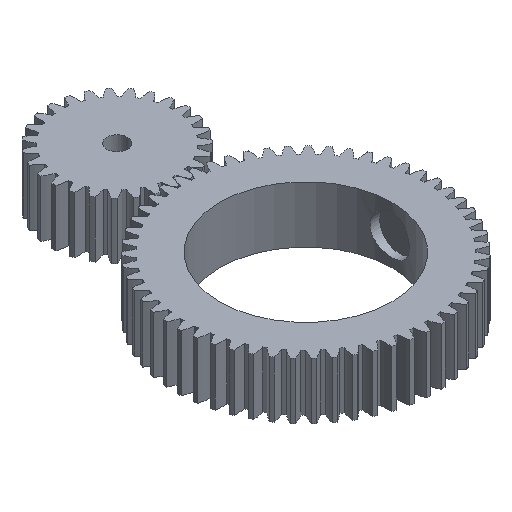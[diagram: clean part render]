
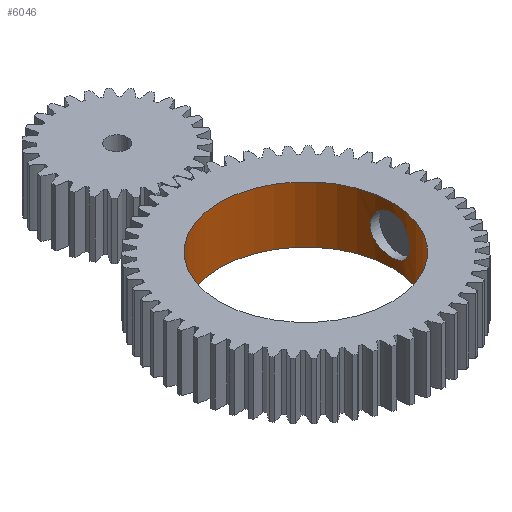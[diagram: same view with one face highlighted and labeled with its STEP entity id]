
A CAD part, isometric view. The second image highlights one B-rep face of the part: STEP entity #6046.
In plain terms, the highlighted cylindrical face has radius 14.5 mm (diameter 29 mm), a full revolution.
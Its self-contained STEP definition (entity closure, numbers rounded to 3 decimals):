
#33=FACE_BOUND('',#377,.T.);
#38=FACE_OUTER_BOUND('',#376,.T.);
#376=EDGE_LOOP('',(#3716,#3717,#3718,#3719,#3720,#3721,#3722,#3723,#3724));
#377=EDGE_LOOP('',(#3725));
#719=B_SPLINE_CURVE_WITH_KNOTS('',3,(#9765,#9766,#9767,#9768,#9769,#9770,
#9771,#9772,#9773,#9774),.UNSPECIFIED.,.F.,.F.,(4,2,2,2,4),(0.,0.125,
0.25,0.374,0.499),.UNSPECIFIED.);
#720=B_SPLINE_CURVE_WITH_KNOTS('',3,(#9776,#9777,#9778,#9779,#9780,#9781,
#9782,#9783,#9784,#9785),.UNSPECIFIED.,.F.,.F.,(4,2,2,2,4),(1.497,
1.622,1.747,1.871,1.996),
 .UNSPECIFIED.);
#721=B_SPLINE_CURVE_WITH_KNOTS('',3,(#9789,#9790,#9791,#9792,#9793,#9794,
#9795,#9796,#9797,#9798,#9799,#9800,#9801,#9802,#9803,#9804,#9805,#9806),
 .UNSPECIFIED.,.F.,.F.,(4,2,2,2,2,2,2,2,4),(0.499,0.624,
0.749,0.873,0.998,1.123,1.248,
1.372,1.497),.UNSPECIFIED.);
#722=B_SPLINE_CURVE_WITH_KNOTS('',3,(#9808,#9809,#9810,#9811,#9812,#9813,
#9814,#9815,#9816,#9817,#9818,#9819,#9820,#9821,#9822,#9823,#9824,#9825,
#9826,#9827,#9828,#9829,#9830,#9831,#9832,#9833,#9834,#9835,#9836,#9837,
#9838,#9839,#9840,#9841),.UNSPECIFIED.,.T.,.F.,(4,2,2,2,2,2,2,2,2,2,2,2,
2,2,2,2,4),(0.,0.125,0.25,0.374,0.499,
0.624,0.749,0.873,0.998,
1.123,1.248,1.372,1.497,1.622,
1.747,1.871,1.996),.UNSPECIFIED.);
#723=LINE('',#9763,#1056);
#724=LINE('',#9787,#1057);
#1056=VECTOR('',#7422,14.5);
#1057=VECTOR('',#7423,14.5);
#1389=CIRCLE('',#6412,14.5);
#1390=CIRCLE('',#6413,14.5);
#2051=VERTEX_POINT('',#9760);
#2052=VERTEX_POINT('',#9762);
#2053=VERTEX_POINT('',#9764);
#2054=VERTEX_POINT('',#9775);
#2055=VERTEX_POINT('',#9786);
#2056=VERTEX_POINT('',#9807);
#2717=EDGE_CURVE('',#2051,#2051,#1389,.T.);
#2718=EDGE_CURVE('',#2051,#2052,#723,.T.);
#2719=EDGE_CURVE('',#2053,#2052,#719,.T.);
#2720=EDGE_CURVE('',#2054,#2053,#720,.T.);
#2721=EDGE_CURVE('',#2054,#2055,#724,.T.);
#2722=EDGE_CURVE('',#2055,#2055,#1390,.T.);
#2723=EDGE_CURVE('',#2052,#2054,#721,.T.);
#2724=EDGE_CURVE('',#2056,#2056,#722,.T.);
#3716=ORIENTED_EDGE('',*,*,#2717,.F.);
#3717=ORIENTED_EDGE('',*,*,#2718,.T.);
#3718=ORIENTED_EDGE('',*,*,#2719,.F.);
#3719=ORIENTED_EDGE('',*,*,#2720,.F.);
#3720=ORIENTED_EDGE('',*,*,#2721,.T.);
#3721=ORIENTED_EDGE('',*,*,#2722,.F.);
#3722=ORIENTED_EDGE('',*,*,#2721,.F.);
#3723=ORIENTED_EDGE('',*,*,#2723,.F.);
#3724=ORIENTED_EDGE('',*,*,#2718,.F.);
#3725=ORIENTED_EDGE('',*,*,#2724,.F.);
#5714=CYLINDRICAL_SURFACE('',#6411,14.5);
#6046=ADVANCED_FACE('',(#38,#33),#5714,.F.);
#6411=AXIS2_PLACEMENT_3D('',#9759,#7418,#7419);
#6412=AXIS2_PLACEMENT_3D('',#9761,#7420,#7421);
#6413=AXIS2_PLACEMENT_3D('',#9788,#7424,#7425);
#7418=DIRECTION('center_axis',(0.,0.,-1.));
#7419=DIRECTION('ref_axis',(-1.,0.,0.));
#7420=DIRECTION('center_axis',(0.,0.,-1.));
#7421=DIRECTION('ref_axis',(-1.,0.,0.));
#7422=DIRECTION('',(0.,0.,-1.));
#7423=DIRECTION('',(0.,0.,-1.));
#7424=DIRECTION('center_axis',(0.,0.,1.));
#7425=DIRECTION('ref_axis',(-1.,0.,0.));
#9759=CARTESIAN_POINT('Origin',(0.,0.,9.525));
#9760=CARTESIAN_POINT('',(14.5,0.,9.525));
#9761=CARTESIAN_POINT('Origin',(0.,0.,9.525));
#9762=CARTESIAN_POINT('',(14.5,0.,8.062));
#9763=CARTESIAN_POINT('',(14.5,0.,9.525));
#9764=CARTESIAN_POINT('',(14.12,-3.299,4.763));
#9765=CARTESIAN_POINT('Ctrl Pts',(14.12,-3.299,4.763));
#9766=CARTESIAN_POINT('Ctrl Pts',(14.12,-3.299,5.178));
#9767=CARTESIAN_POINT('Ctrl Pts',(14.14,-3.216,5.621));
#9768=CARTESIAN_POINT('Ctrl Pts',(14.212,-2.879,6.433));
#9769=CARTESIAN_POINT('Ctrl Pts',(14.263,-2.625,6.803));
#9770=CARTESIAN_POINT('Ctrl Pts',(14.359,-2.041,7.388));
#9771=CARTESIAN_POINT('Ctrl Pts',(14.409,-1.671,7.641));
#9772=CARTESIAN_POINT('Ctrl Pts',(14.48,-0.858,7.979));
#9773=CARTESIAN_POINT('Ctrl Pts',(14.5,-0.416,8.062));
#9774=CARTESIAN_POINT('Ctrl Pts',(14.5,0.,8.062));
#9775=CARTESIAN_POINT('',(14.5,0.,1.463));
#9776=CARTESIAN_POINT('Ctrl Pts',(14.5,0.,1.463));
#9777=CARTESIAN_POINT('Ctrl Pts',(14.5,-0.416,1.463));
#9778=CARTESIAN_POINT('Ctrl Pts',(14.48,-0.858,1.546));
#9779=CARTESIAN_POINT('Ctrl Pts',(14.409,-1.671,1.884));
#9780=CARTESIAN_POINT('Ctrl Pts',(14.359,-2.041,2.137));
#9781=CARTESIAN_POINT('Ctrl Pts',(14.263,-2.625,2.722));
#9782=CARTESIAN_POINT('Ctrl Pts',(14.212,-2.879,3.092));
#9783=CARTESIAN_POINT('Ctrl Pts',(14.14,-3.216,3.904));
#9784=CARTESIAN_POINT('Ctrl Pts',(14.12,-3.299,4.347));
#9785=CARTESIAN_POINT('Ctrl Pts',(14.12,-3.299,4.763));
#9786=CARTESIAN_POINT('',(14.5,0.,0.));
#9787=CARTESIAN_POINT('',(14.5,0.,9.525));
#9788=CARTESIAN_POINT('Origin',(0.,0.,0.));
#9789=CARTESIAN_POINT('Ctrl Pts',(14.5,0.,8.062));
#9790=CARTESIAN_POINT('Ctrl Pts',(14.5,0.416,8.062));
#9791=CARTESIAN_POINT('Ctrl Pts',(14.48,0.858,7.979));
#9792=CARTESIAN_POINT('Ctrl Pts',(14.409,1.671,7.641));
#9793=CARTESIAN_POINT('Ctrl Pts',(14.359,2.041,7.388));
#9794=CARTESIAN_POINT('Ctrl Pts',(14.263,2.625,6.803));
#9795=CARTESIAN_POINT('Ctrl Pts',(14.212,2.879,6.433));
#9796=CARTESIAN_POINT('Ctrl Pts',(14.14,3.216,5.621));
#9797=CARTESIAN_POINT('Ctrl Pts',(14.12,3.299,5.178));
#9798=CARTESIAN_POINT('Ctrl Pts',(14.12,3.299,4.347));
#9799=CARTESIAN_POINT('Ctrl Pts',(14.14,3.216,3.904));
#9800=CARTESIAN_POINT('Ctrl Pts',(14.212,2.879,3.092));
#9801=CARTESIAN_POINT('Ctrl Pts',(14.263,2.625,2.722));
#9802=CARTESIAN_POINT('Ctrl Pts',(14.359,2.041,2.137));
#9803=CARTESIAN_POINT('Ctrl Pts',(14.409,1.671,1.884));
#9804=CARTESIAN_POINT('Ctrl Pts',(14.48,0.858,1.546));
#9805=CARTESIAN_POINT('Ctrl Pts',(14.5,0.416,1.463));
#9806=CARTESIAN_POINT('Ctrl Pts',(14.5,0.,1.463));
#9807=CARTESIAN_POINT('',(-14.12,-3.299,4.763));
#9808=CARTESIAN_POINT('Ctrl Pts',(-14.12,-3.299,4.763));
#9809=CARTESIAN_POINT('Ctrl Pts',(-14.12,-3.299,4.347));
#9810=CARTESIAN_POINT('Ctrl Pts',(-14.14,-3.216,3.904));
#9811=CARTESIAN_POINT('Ctrl Pts',(-14.212,-2.879,3.092));
#9812=CARTESIAN_POINT('Ctrl Pts',(-14.263,-2.625,2.722));
#9813=CARTESIAN_POINT('Ctrl Pts',(-14.359,-2.041,2.137));
#9814=CARTESIAN_POINT('Ctrl Pts',(-14.409,-1.671,1.884));
#9815=CARTESIAN_POINT('Ctrl Pts',(-14.48,-0.858,1.546));
#9816=CARTESIAN_POINT('Ctrl Pts',(-14.5,-0.416,1.463));
#9817=CARTESIAN_POINT('Ctrl Pts',(-14.5,0.416,1.463));
#9818=CARTESIAN_POINT('Ctrl Pts',(-14.48,0.858,1.546));
#9819=CARTESIAN_POINT('Ctrl Pts',(-14.409,1.671,1.884));
#9820=CARTESIAN_POINT('Ctrl Pts',(-14.359,2.041,2.137));
#9821=CARTESIAN_POINT('Ctrl Pts',(-14.263,2.625,2.722));
#9822=CARTESIAN_POINT('Ctrl Pts',(-14.212,2.879,3.092));
#9823=CARTESIAN_POINT('Ctrl Pts',(-14.14,3.216,3.904));
#9824=CARTESIAN_POINT('Ctrl Pts',(-14.12,3.299,4.347));
#9825=CARTESIAN_POINT('Ctrl Pts',(-14.12,3.299,5.178));
#9826=CARTESIAN_POINT('Ctrl Pts',(-14.14,3.216,5.621));
#9827=CARTESIAN_POINT('Ctrl Pts',(-14.212,2.879,6.433));
#9828=CARTESIAN_POINT('Ctrl Pts',(-14.263,2.625,6.803));
#9829=CARTESIAN_POINT('Ctrl Pts',(-14.359,2.041,7.388));
#9830=CARTESIAN_POINT('Ctrl Pts',(-14.409,1.671,7.641));
#9831=CARTESIAN_POINT('Ctrl Pts',(-14.48,0.858,7.979));
#9832=CARTESIAN_POINT('Ctrl Pts',(-14.5,0.416,8.062));
#9833=CARTESIAN_POINT('Ctrl Pts',(-14.5,-0.416,8.062));
#9834=CARTESIAN_POINT('Ctrl Pts',(-14.48,-0.858,7.979));
#9835=CARTESIAN_POINT('Ctrl Pts',(-14.409,-1.671,7.641));
#9836=CARTESIAN_POINT('Ctrl Pts',(-14.359,-2.041,7.388));
#9837=CARTESIAN_POINT('Ctrl Pts',(-14.263,-2.625,6.803));
#9838=CARTESIAN_POINT('Ctrl Pts',(-14.212,-2.879,6.433));
#9839=CARTESIAN_POINT('Ctrl Pts',(-14.14,-3.216,5.621));
#9840=CARTESIAN_POINT('Ctrl Pts',(-14.12,-3.299,5.178));
#9841=CARTESIAN_POINT('Ctrl Pts',(-14.12,-3.299,4.763));
